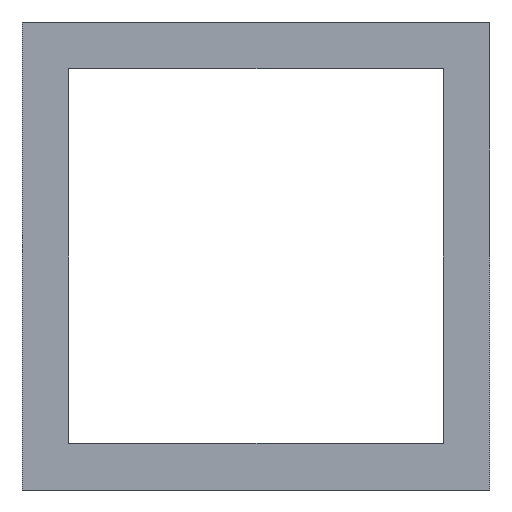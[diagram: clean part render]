
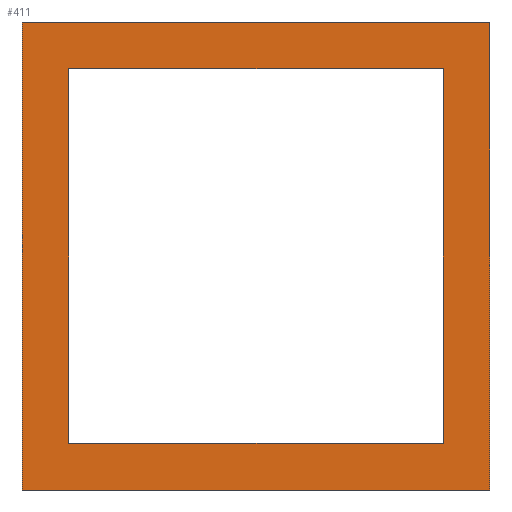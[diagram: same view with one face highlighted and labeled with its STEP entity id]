
A CAD part, front view. The second image highlights one B-rep face of the part: STEP entity #411.
In plain terms, the highlighted planar face has unit normal (0, -1, 0).
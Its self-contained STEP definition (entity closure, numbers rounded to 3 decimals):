
#7 = LINE ( 'NONE', #1805, #789 ) ;
#67 = VECTOR ( 'NONE', #1023, 1000. ) ;
#92 = ORIENTED_EDGE ( 'NONE', *, *, #2061, .F. ) ;
#107 = EDGE_CURVE ( 'NONE', #883, #233, #7, .T. ) ;
#120 = LINE ( 'NONE', #899, #2000 ) ;
#126 = VERTEX_POINT ( 'NONE', #407 ) ;
#132 = CARTESIAN_POINT ( 'NONE',  ( -160., 574.998, 20. ) ) ;
#215 = CARTESIAN_POINT ( 'NONE',  ( -142., 574.998, 20. ) ) ;
#233 = VERTEX_POINT ( 'NONE', #266 ) ;
#266 = CARTESIAN_POINT ( 'NONE',  ( -140., 574.998, 0. ) ) ;
#273 = VERTEX_POINT ( 'NONE', #2022 ) ;
#322 = ORIENTED_EDGE ( 'NONE', *, *, #2360, .T. ) ;
#390 = ORIENTED_EDGE ( 'NONE', *, *, #107, .F. ) ;
#395 = VECTOR ( 'NONE', #722, 1000. ) ;
#406 = CARTESIAN_POINT ( 'NONE',  ( -160., 574.998, 20. ) ) ;
#407 = CARTESIAN_POINT ( 'NONE',  ( -158., 574.998, 2. ) ) ;
#411 = ADVANCED_FACE ( 'NONE', ( #1467, #1251 ), #1045, .F. ) ;
#491 = ORIENTED_EDGE ( 'NONE', *, *, #1403, .T. ) ;
#504 = AXIS2_PLACEMENT_3D ( 'NONE', #1634, #2402, #661 ) ;
#589 = CARTESIAN_POINT ( 'NONE',  ( -158., 574.998, 20. ) ) ;
#602 = LINE ( 'NONE', #215, #1570 ) ;
#625 = DIRECTION ( 'NONE',  ( 0., 0., -1. ) ) ;
#661 = DIRECTION ( 'NONE',  ( 0., 0., 1. ) ) ;
#722 = DIRECTION ( 'NONE',  ( 0., 0., -1. ) ) ;
#789 = VECTOR ( 'NONE', #799, 1000. ) ;
#799 = DIRECTION ( 'NONE',  ( 0., 0., -1. ) ) ;
#883 = VERTEX_POINT ( 'NONE', #2493 ) ;
#899 = CARTESIAN_POINT ( 'NONE',  ( 0., 574.998, 18. ) ) ;
#933 = EDGE_CURVE ( 'NONE', #126, #1601, #1151, .T. ) ;
#941 = DIRECTION ( 'NONE',  ( 1., 0., 0. ) ) ;
#980 = EDGE_CURVE ( 'NONE', #2054, #1601, #602, .T. ) ;
#991 = CARTESIAN_POINT ( 'NONE',  ( -142., 574.998, 2. ) ) ;
#1023 = DIRECTION ( 'NONE',  ( 1., 0., 0. ) ) ;
#1045 = PLANE ( 'NONE',  #504 ) ;
#1151 = LINE ( 'NONE', #2351, #2413 ) ;
#1153 = CARTESIAN_POINT ( 'NONE',  ( -160., 574.998, 0. ) ) ;
#1188 = VERTEX_POINT ( 'NONE', #132 ) ;
#1195 = CARTESIAN_POINT ( 'NONE',  ( 0., 574.998, 20. ) ) ;
#1251 = FACE_BOUND ( 'NONE', #2216, .T. ) ;
#1277 = EDGE_CURVE ( 'NONE', #273, #2054, #120, .T. ) ;
#1329 = CARTESIAN_POINT ( 'NONE',  ( 0., 574.998, 0. ) ) ;
#1344 = DIRECTION ( 'NONE',  ( 1., 0., 0. ) ) ;
#1403 = EDGE_CURVE ( 'NONE', #2129, #233, #2285, .T. ) ;
#1467 = FACE_OUTER_BOUND ( 'NONE', #1885, .T. ) ;
#1570 = VECTOR ( 'NONE', #1937, 1000. ) ;
#1601 = VERTEX_POINT ( 'NONE', #991 ) ;
#1634 = CARTESIAN_POINT ( 'NONE',  ( 0., 574.998, 20. ) ) ;
#1677 = DIRECTION ( 'NONE',  ( 1., 0., 0. ) ) ;
#1712 = ORIENTED_EDGE ( 'NONE', *, *, #1277, .T. ) ;
#1745 = LINE ( 'NONE', #406, #2401 ) ;
#1805 = CARTESIAN_POINT ( 'NONE',  ( -140., 574.998, 20. ) ) ;
#1885 = EDGE_LOOP ( 'NONE', ( #491, #390, #1941, #322 ) ) ;
#1896 = CARTESIAN_POINT ( 'NONE',  ( -142., 574.998, 18. ) ) ;
#1937 = DIRECTION ( 'NONE',  ( 0., 0., -1. ) ) ;
#1941 = ORIENTED_EDGE ( 'NONE', *, *, #2252, .F. ) ;
#2000 = VECTOR ( 'NONE', #1677, 1000. ) ;
#2005 = LINE ( 'NONE', #1195, #67 ) ;
#2022 = CARTESIAN_POINT ( 'NONE',  ( -158., 574.998, 18. ) ) ;
#2054 = VERTEX_POINT ( 'NONE', #1896 ) ;
#2061 = EDGE_CURVE ( 'NONE', #273, #126, #2289, .T. ) ;
#2129 = VERTEX_POINT ( 'NONE', #1153 ) ;
#2197 = ORIENTED_EDGE ( 'NONE', *, *, #980, .T. ) ;
#2216 = EDGE_LOOP ( 'NONE', ( #2506, #92, #1712, #2197 ) ) ;
#2252 = EDGE_CURVE ( 'NONE', #1188, #883, #2005, .T. ) ;
#2285 = LINE ( 'NONE', #1329, #2397 ) ;
#2289 = LINE ( 'NONE', #589, #395 ) ;
#2351 = CARTESIAN_POINT ( 'NONE',  ( 0., 574.998, 2. ) ) ;
#2360 = EDGE_CURVE ( 'NONE', #1188, #2129, #1745, .T. ) ;
#2397 = VECTOR ( 'NONE', #941, 1000. ) ;
#2401 = VECTOR ( 'NONE', #625, 1000. ) ;
#2402 = DIRECTION ( 'NONE',  ( 0., 1., 0. ) ) ;
#2413 = VECTOR ( 'NONE', #1344, 1000. ) ;
#2493 = CARTESIAN_POINT ( 'NONE',  ( -140., 574.998, 20. ) ) ;
#2506 = ORIENTED_EDGE ( 'NONE', *, *, #933, .F. ) ;
